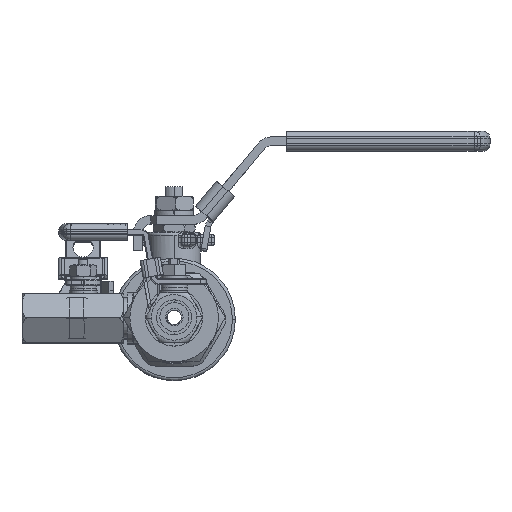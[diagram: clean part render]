
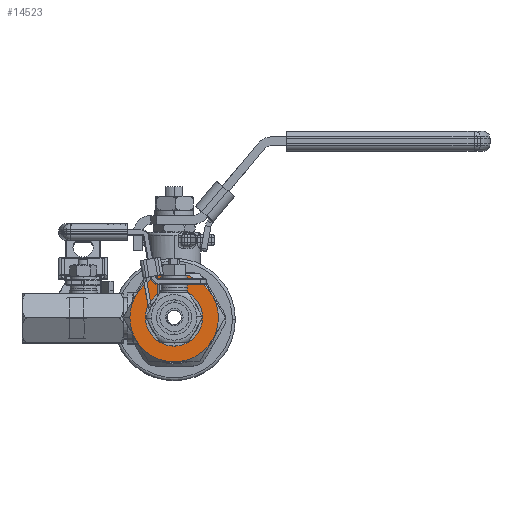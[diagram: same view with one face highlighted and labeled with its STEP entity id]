
A CAD part, top view. The second image highlights one B-rep face of the part: STEP entity #14523.
In plain terms, the highlighted planar face has unit normal (0, 0, 1).
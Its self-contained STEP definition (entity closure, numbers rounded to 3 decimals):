
#34 = EDGE_LOOP ( 'NONE', ( #55460, #38695, #25735, #44545, #2473, #25069, #51924 ) ) ;
#444 = DIRECTION ( 'NONE',  ( -1., 0., 0. ) ) ;
#2473 = ORIENTED_EDGE ( 'NONE', *, *, #59966, .T. ) ;
#2534 = AXIS2_PLACEMENT_3D ( 'NONE', #22148, #27455, #57267 ) ;
#3498 = FACE_OUTER_BOUND ( 'NONE', #34, .T. ) ;
#3852 = CIRCLE ( 'NONE', #40854, 15.2 ) ;
#3908 = DIRECTION ( 'NONE',  ( 0., 0., 1. ) ) ;
#4365 = EDGE_CURVE ( 'NONE', #25057, #9235, #3852, .T. ) ;
#4370 = EDGE_CURVE ( 'NONE', #25057, #60729, #49308, .T. ) ;
#4499 = FACE_BOUND ( 'NONE', #38501, .T. ) ;
#4758 = VERTEX_POINT ( 'NONE', #39056 ) ;
#5685 = DIRECTION ( 'NONE',  ( 0., 0., 1. ) ) ;
#6729 = DIRECTION ( 'NONE',  ( 1., 0., 0. ) ) ;
#6741 = VERTEX_POINT ( 'NONE', #16022 ) ;
#7540 = EDGE_CURVE ( 'NONE', #53506, #46380, #21339, .T. ) ;
#8761 = CIRCLE ( 'NONE', #17190, 9.8 ) ;
#8847 = DIRECTION ( 'NONE',  ( 1., 0., 0. ) ) ;
#9235 = VERTEX_POINT ( 'NONE', #36395 ) ;
#9707 = AXIS2_PLACEMENT_3D ( 'NONE', #62414, #32254, #62728 ) ;
#11664 = CARTESIAN_POINT ( 'NONE',  ( 0., 0., 23.5 ) ) ;
#11709 = DIRECTION ( 'NONE',  ( 0., 0., 1. ) ) ;
#12523 = CARTESIAN_POINT ( 'NONE',  ( 0., 0., 23.5 ) ) ;
#13457 = ORIENTED_EDGE ( 'NONE', *, *, #23547, .F. ) ;
#13776 = DIRECTION ( 'NONE',  ( 1., 0., 0. ) ) ;
#14239 = CIRCLE ( 'NONE', #65028, 15.2 ) ;
#14523 = ADVANCED_FACE ( 'NONE', ( #4499, #3498 ), #44579, .T. ) ;
#14930 = ORIENTED_EDGE ( 'NONE', *, *, #59947, .F. ) ;
#15873 = AXIS2_PLACEMENT_3D ( 'NONE', #49252, #3908, #8847 ) ;
#15995 = CARTESIAN_POINT ( 'NONE',  ( 0., 15.2, 23.5 ) ) ;
#16022 = CARTESIAN_POINT ( 'NONE',  ( 9.8, 0., 23.5 ) ) ;
#16552 = AXIS2_PLACEMENT_3D ( 'NONE', #64796, #25015, #13776 ) ;
#16956 = DIRECTION ( 'NONE',  ( 1., 0., 0. ) ) ;
#17190 = AXIS2_PLACEMENT_3D ( 'NONE', #11664, #45806, #16956 ) ;
#17370 = VERTEX_POINT ( 'NONE', #28129 ) ;
#20610 = CARTESIAN_POINT ( 'NONE',  ( 0., 0., 23.5 ) ) ;
#21339 = CIRCLE ( 'NONE', #9707, 15.2 ) ;
#21632 = CARTESIAN_POINT ( 'NONE',  ( 13.164, -7.6, 23.5 ) ) ;
#22148 = CARTESIAN_POINT ( 'NONE',  ( 0., 0., 23.5 ) ) ;
#23547 = EDGE_CURVE ( 'NONE', #6741, #17370, #8761, .T. ) ;
#23823 = AXIS2_PLACEMENT_3D ( 'NONE', #63193, #47295, #36402 ) ;
#25015 = DIRECTION ( 'NONE',  ( 0., 0., 1. ) ) ;
#25057 = VERTEX_POINT ( 'NONE', #55611 ) ;
#25069 = ORIENTED_EDGE ( 'NONE', *, *, #61676, .T. ) ;
#25735 = ORIENTED_EDGE ( 'NONE', *, *, #4370, .F. ) ;
#27455 = DIRECTION ( 'NONE',  ( 0., 0., 1. ) ) ;
#28129 = CARTESIAN_POINT ( 'NONE',  ( -9.8, 0., 23.5 ) ) ;
#32254 = DIRECTION ( 'NONE',  ( 0., 0., 1. ) ) ;
#35535 = DIRECTION ( 'NONE',  ( 0., 0., -1. ) ) ;
#36395 = CARTESIAN_POINT ( 'NONE',  ( -15.2, 0., 23.5 ) ) ;
#36402 = DIRECTION ( 'NONE',  ( 1., 0., 0. ) ) ;
#36541 = CIRCLE ( 'NONE', #23823, 15.2 ) ;
#38501 = EDGE_LOOP ( 'NONE', ( #14930, #13457 ) ) ;
#38695 = ORIENTED_EDGE ( 'NONE', *, *, #51668, .T. ) ;
#39056 = CARTESIAN_POINT ( 'NONE',  ( -13.164, -7.6, 23.5 ) ) ;
#40854 = AXIS2_PLACEMENT_3D ( 'NONE', #41479, #5685, #45482 ) ;
#41479 = CARTESIAN_POINT ( 'NONE',  ( 0., 0., 23.5 ) ) ;
#41973 = AXIS2_PLACEMENT_3D ( 'NONE', #47131, #11709, #6729 ) ;
#42726 = CIRCLE ( 'NONE', #2534, 9.8 ) ;
#44487 = CIRCLE ( 'NONE', #15873, 15.2 ) ;
#44545 = ORIENTED_EDGE ( 'NONE', *, *, #4365, .T. ) ;
#44579 = PLANE ( 'NONE',  #16552 ) ;
#45482 = DIRECTION ( 'NONE',  ( 1., 0., 0. ) ) ;
#45806 = DIRECTION ( 'NONE',  ( 0., 0., 1. ) ) ;
#46380 = VERTEX_POINT ( 'NONE', #21632 ) ;
#47131 = CARTESIAN_POINT ( 'NONE',  ( 0., 0., 23.5 ) ) ;
#47295 = DIRECTION ( 'NONE',  ( 0., 0., 1. ) ) ;
#49116 = CARTESIAN_POINT ( 'NONE',  ( 13.164, 7.6, 23.5 ) ) ;
#49252 = CARTESIAN_POINT ( 'NONE',  ( 0., 0., 23.5 ) ) ;
#49308 = CIRCLE ( 'NONE', #57782, 15.2 ) ;
#51668 = EDGE_CURVE ( 'NONE', #64841, #60729, #44487, .T. ) ;
#51924 = ORIENTED_EDGE ( 'NONE', *, *, #7540, .T. ) ;
#52281 = DIRECTION ( 'NONE',  ( 0., 0., 1. ) ) ;
#53506 = VERTEX_POINT ( 'NONE', #57666 ) ;
#55460 = ORIENTED_EDGE ( 'NONE', *, *, #63151, .T. ) ;
#55611 = CARTESIAN_POINT ( 'NONE',  ( -13.164, 7.6, 23.5 ) ) ;
#57267 = DIRECTION ( 'NONE',  ( 1., 0., 0. ) ) ;
#57666 = CARTESIAN_POINT ( 'NONE',  ( 0., -15.2, 23.5 ) ) ;
#57782 = AXIS2_PLACEMENT_3D ( 'NONE', #20610, #35535, #444 ) ;
#58911 = CIRCLE ( 'NONE', #41973, 15.2 ) ;
#59947 = EDGE_CURVE ( 'NONE', #17370, #6741, #42726, .T. ) ;
#59966 = EDGE_CURVE ( 'NONE', #9235, #4758, #14239, .T. ) ;
#60729 = VERTEX_POINT ( 'NONE', #15995 ) ;
#61676 = EDGE_CURVE ( 'NONE', #4758, #53506, #36541, .T. ) ;
#62414 = CARTESIAN_POINT ( 'NONE',  ( 0., 0., 23.5 ) ) ;
#62728 = DIRECTION ( 'NONE',  ( 1., 0., 0. ) ) ;
#63151 = EDGE_CURVE ( 'NONE', #46380, #64841, #58911, .T. ) ;
#63193 = CARTESIAN_POINT ( 'NONE',  ( 0., 0., 23.5 ) ) ;
#63203 = DIRECTION ( 'NONE',  ( 1., 0., 0. ) ) ;
#64796 = CARTESIAN_POINT ( 'NONE',  ( 0., 0., 23.5 ) ) ;
#64841 = VERTEX_POINT ( 'NONE', #49116 ) ;
#65028 = AXIS2_PLACEMENT_3D ( 'NONE', #12523, #52281, #63203 ) ;
